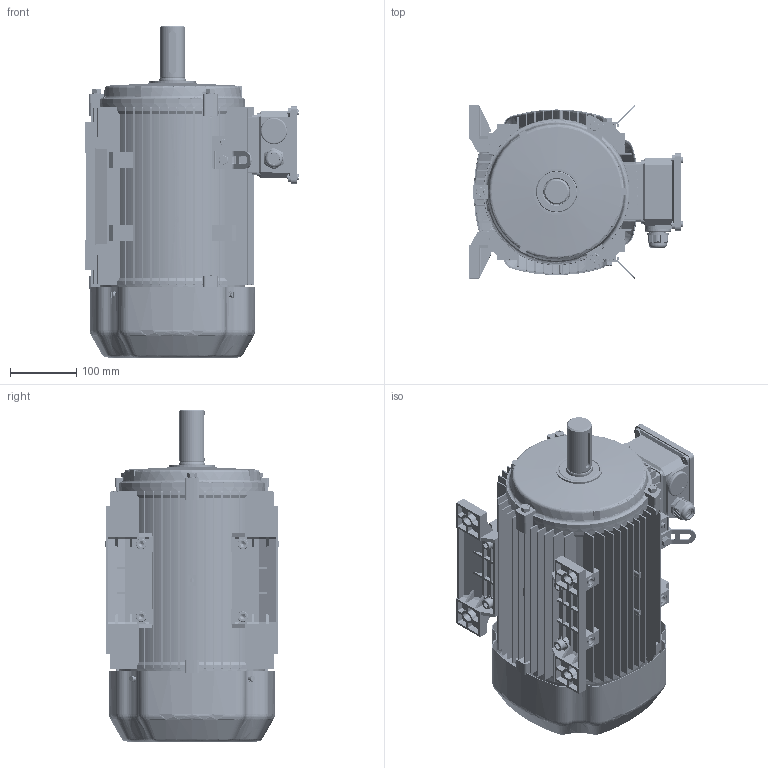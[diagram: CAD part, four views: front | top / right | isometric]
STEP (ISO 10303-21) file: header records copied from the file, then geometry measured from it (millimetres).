
FILE_DESCRIPTION(/* description */ (''),/* implementation_level */ '2;1');
FILE_NAME(/* name */ 'JL-132M-B3.stp',/* time_stamp */ '2016-09-01T13:37:25+08:00',/* author */ (''),/* organization */ (''),/* preprocessor_version */ 'ST-DEVELOPER v16',/* originating_system */ 'SIEMENS PLM Software NX 10.0',/* authorisation */ '');
FILE_SCHEMA (('AUTOMOTIVE_DESIGN { 1 0 10303 214 3 1 1 1 }'));
Length unit declared in the file: millimetre
Products named in the file (1): pc05908BCBsx6m
Bounding box: 323 x 263.33 x 503.01 mm (x, y, z)
Volume: 3574191.2 mm3; surface area: 1854635.4 mm2
Topology: 62 solids, 62 shells, 5205 faces, 14658 edges, 9705 vertices
Faces by surface type: plane 2779, cylinder 1735, bspline 288, cone 202, torus 201
Full cylindrical faces by diameter (mm): 2 x4, 4.2 x4, 4.48 x9, 4.8 x10, 5 x30, 5.3 x5, 5.8 x14, 6 x1, 7.188 x6, 8 x15, 8.58 x2, 9.1 x6, 10 x27, 10.715 x4, 11 x6, 12 x12, 13 x4, 14.785 x2, 16 x8, 17 x4, 17.188 x1, 17.785 x4, 18 x12, 20.312 x2, 23.438 x5, 24.219 x6, 25 x13, 25.781 x6, 26 x1, 26.562 x6
Entity records: 208362 total; most frequent: CARTESIAN_POINT 78073, ORIENTED_EDGE 27918, DIRECTION 25301, EDGE_CURVE 13959, VERTEX_POINT 9417, AXIS2_PLACEMENT_3D 8751, LINE 7799, VECTOR 7799
